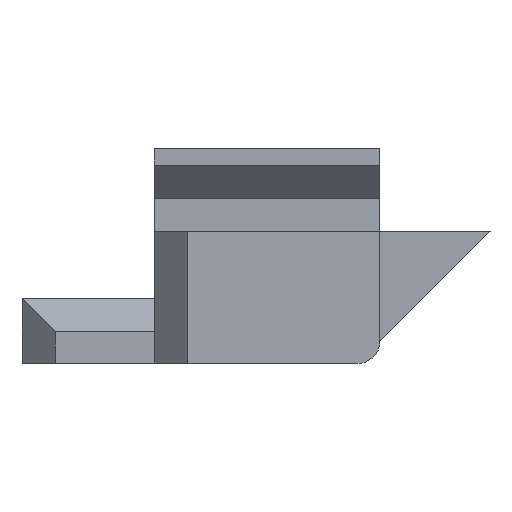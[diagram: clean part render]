
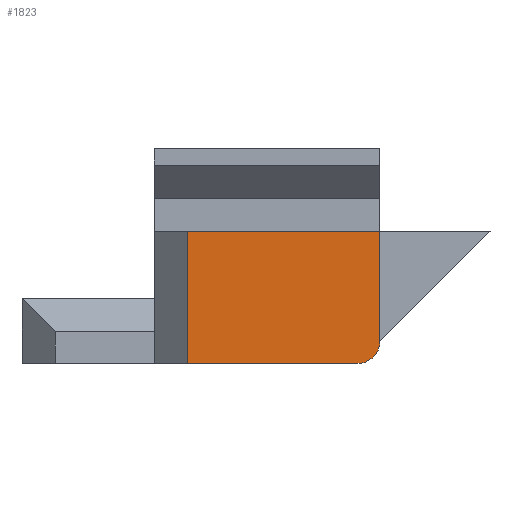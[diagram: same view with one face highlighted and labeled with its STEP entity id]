
A CAD part, left-side view. The second image highlights one B-rep face of the part: STEP entity #1823.
In plain terms, the highlighted planar face has unit normal (-1, 0, 0).
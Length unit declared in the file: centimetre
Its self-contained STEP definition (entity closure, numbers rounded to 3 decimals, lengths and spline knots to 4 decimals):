
#98=PLANE($,#1929);
#191=FACE_OUTER_BOUND($,#284,.T.);
#284=EDGE_LOOP($,(#1689,#1690,#1691,#1692,#1693));
#472=LINE($,#2777,#719);
#506=LINE($,#2843,#753);
#531=LINE($,#2899,#778);
#532=LINE($,#2900,#779);
#719=VECTOR($,#2247,0.4);
#753=VECTOR($,#2319,0.7);
#778=VECTOR($,#2380,0.48);
#779=VECTOR($,#2381,0.62);
#790=CIRCLE($,#1928,0.08);
#929=VERTEX_POINT($,#2774);
#930=VERTEX_POINT($,#2776);
#943=VERTEX_POINT($,#2841);
#955=VERTEX_POINT($,#2894);
#956=VERTEX_POINT($,#2898);
#1150=EDGE_CURVE($,#929,#930,#472,.T.);
#1184=EDGE_CURVE($,#943,#929,#506,.F.);
#1209=EDGE_CURVE($,#930,#955,#790,.T.);
#1211=EDGE_CURVE($,#956,#943,#531,.T.);
#1212=EDGE_CURVE($,#955,#956,#532,.T.);
#1689=ORIENTED_EDGE($,*,*,#1209,.F.);
#1690=ORIENTED_EDGE($,*,*,#1150,.F.);
#1691=ORIENTED_EDGE($,*,*,#1184,.F.);
#1692=ORIENTED_EDGE($,*,*,#1211,.F.);
#1693=ORIENTED_EDGE($,*,*,#1212,.F.);
#1823=ADVANCED_FACE($,(#191),#98,.F.);
#1928=AXIS2_PLACEMENT_3D($,#2895,#2375,#2376);
#1929=AXIS2_PLACEMENT_3D($,#2897,#2378,#2379);
#2247=DIRECTION($,(0.,0.,-1.));
#2319=DIRECTION($,(0.,1.,0.));
#2375=DIRECTION('center_axis',(1.,0.,0.));
#2376=DIRECTION('ref_axis',(0.,-0.707,-0.707));
#2378=DIRECTION('center_axis',(1.,0.,0.));
#2379=DIRECTION('ref_axis',(0.,0.,-1.));
#2380=DIRECTION($,(0.,0.,1.));
#2381=DIRECTION($,(0.,1.,0.));
#2774=CARTESIAN_POINT('',(-31.885,5.59,0.48));
#2776=CARTESIAN_POINT('',(-31.885,5.59,0.08));
#2777=CARTESIAN_POINT($,(-31.885,5.59,0.24));
#2841=CARTESIAN_POINT('',(-31.885,6.29,0.48));
#2843=CARTESIAN_POINT($,(-31.885,6.,0.48));
#2894=CARTESIAN_POINT('',(-31.885,5.67,0.));
#2895=CARTESIAN_POINT('Origin',(-31.885,5.67,0.08));
#2897=CARTESIAN_POINT('Origin',(-31.885,6.,0.24));
#2898=CARTESIAN_POINT('',(-31.885,6.29,0.));
#2899=CARTESIAN_POINT($,(-31.885,6.29,0.24));
#2900=CARTESIAN_POINT($,(-31.885,6.,0.));
